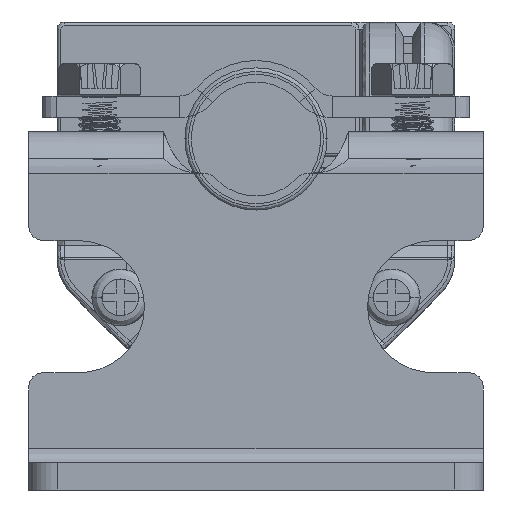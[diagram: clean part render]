
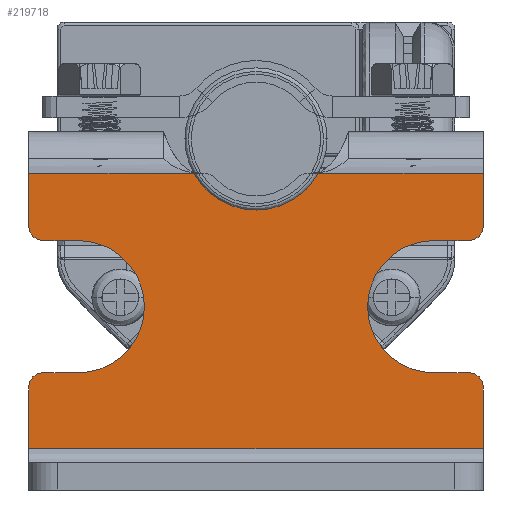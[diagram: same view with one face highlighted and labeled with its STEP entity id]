
A CAD part, front view. The second image highlights one B-rep face of the part: STEP entity #219718.
In plain terms, the highlighted planar face has unit normal (0, -1, 0).
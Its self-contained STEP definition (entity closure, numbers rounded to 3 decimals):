
#209176=CARTESIAN_POINT('',(-3.666,-1.9,21.3));
#209177=DIRECTION('',(0.,-1.,0.));
#209178=DIRECTION('',(0.733,0.,0.68));
#209179=AXIS2_PLACEMENT_3D('',#209176,#209177,#209178);
#209181=CARTESIAN_POINT('',(0.,-1.9,24.7));
#209182=DIRECTION('',(0.,1.,0.));
#209183=DIRECTION('',(0.733,0.,-0.68));
#209184=AXIS2_PLACEMENT_3D('',#209181,#209182,#209183);
#209186=CARTESIAN_POINT('',(3.666,-1.9,21.3));
#209187=DIRECTION('',(0.,-1.,0.));
#209188=DIRECTION('',(0.,0.,1.));
#209189=AXIS2_PLACEMENT_3D('',#209186,#209187,#209188);
#209191=DIRECTION('',(-1.,0.,0.));
#209192=VECTOR('',#209191,0.313);
#209193=CARTESIAN_POINT('',(3.979,-1.9,22.3));
#209194=LINE('',#209193,#209192);
#209195=CARTESIAN_POINT('',(15.,-1.9,18.55));
#209196=DIRECTION('',(0.,-1.,0.));
#209197=DIRECTION('',(0.,0.,-1.));
#209198=AXIS2_PLACEMENT_3D('',#209195,#209196,#209197);
#209200=DIRECTION('',(-1.,0.,0.));
#209201=VECTOR('',#209200,2.5);
#209202=CARTESIAN_POINT('',(15.,-1.9,17.55));
#209203=LINE('',#209202,#209201);
#209204=CARTESIAN_POINT('',(12.5,-1.9,12.9));
#209205=DIRECTION('',(0.,-1.,0.));
#209206=DIRECTION('',(0.,0.,1.));
#209207=AXIS2_PLACEMENT_3D('',#209204,#209205,#209206);
#209209=DIRECTION('',(-1.,0.,0.));
#209210=VECTOR('',#209209,2.5);
#209211=CARTESIAN_POINT('',(15.,-1.9,8.25));
#209212=LINE('',#209211,#209210);
#209213=CARTESIAN_POINT('',(15.,-1.9,7.25));
#209214=DIRECTION('',(0.,-1.,0.));
#209215=DIRECTION('',(1.,0.,0.));
#209216=AXIS2_PLACEMENT_3D('',#209213,#209214,#209215);
#209218=DIRECTION('',(1.,0.,0.));
#209219=VECTOR('',#209218,32.);
#209220=CARTESIAN_POINT('',(-16.,-1.9,2.9));
#209221=LINE('',#209220,#209219);
#209222=CARTESIAN_POINT('',(-15.,-1.9,7.25));
#209223=DIRECTION('',(0.,-1.,0.));
#209224=DIRECTION('',(0.,0.,1.));
#209225=AXIS2_PLACEMENT_3D('',#209222,#209223,#209224);
#209227=DIRECTION('',(1.,0.,0.));
#209228=VECTOR('',#209227,2.5);
#209229=CARTESIAN_POINT('',(-15.,-1.9,8.25));
#209230=LINE('',#209229,#209228);
#209231=CARTESIAN_POINT('',(-12.5,-1.9,12.9));
#209232=DIRECTION('',(0.,-1.,0.));
#209233=DIRECTION('',(0.,0.,-1.));
#209234=AXIS2_PLACEMENT_3D('',#209231,#209232,#209233);
#209236=DIRECTION('',(1.,0.,0.));
#209237=VECTOR('',#209236,2.5);
#209238=CARTESIAN_POINT('',(-15.,-1.9,17.55));
#209239=LINE('',#209238,#209237);
#209240=CARTESIAN_POINT('',(-15.,-1.9,18.55));
#209241=DIRECTION('',(0.,-1.,0.));
#209242=DIRECTION('',(-1.,0.,0.));
#209243=AXIS2_PLACEMENT_3D('',#209240,#209241,#209242);
#209245=DIRECTION('',(-1.,0.,0.));
#209246=VECTOR('',#209245,0.313);
#209247=CARTESIAN_POINT('',(-3.666,-1.9,22.3));
#209248=LINE('',#209247,#209246);
#209504=CARTESIAN_POINT('',(-3.979,-1.9,22.3));
#209506=DIRECTION('',(1.,0.,0.));
#209507=VECTOR('',#209506,12.021);
#209508=CARTESIAN_POINT('',(-16.,-1.9,22.3));
#209509=LINE('',#209508,#209507);
#210006=CARTESIAN_POINT('',(3.979,-1.9,22.3));
#210030=DIRECTION('',(1.,0.,0.));
#210031=VECTOR('',#210030,12.021);
#210032=CARTESIAN_POINT('',(3.979,-1.9,22.3));
#210033=LINE('',#210032,#210031);
#210054=DIRECTION('',(0.,0.,1.));
#210055=VECTOR('',#210054,3.75);
#210056=CARTESIAN_POINT('',(16.,-1.9,18.55));
#210057=LINE('',#210056,#210055);
#210090=DIRECTION('',(0.,0.,1.));
#210091=VECTOR('',#210090,4.35);
#210092=CARTESIAN_POINT('',(16.,-1.9,2.9));
#210093=LINE('',#210092,#210091);
#216131=DIRECTION('',(0.,0.,1.));
#216132=VECTOR('',#216131,3.75);
#216133=CARTESIAN_POINT('',(-16.,-1.9,18.55));
#216134=LINE('',#216133,#216132);
#216155=DIRECTION('',(0.,0.,1.));
#216156=VECTOR('',#216155,4.35);
#216157=CARTESIAN_POINT('',(-16.,-1.9,2.9));
#216158=LINE('',#216157,#216156);
#218704=CARTESIAN_POINT('',(12.5,-1.9,17.55));
#218705=CARTESIAN_POINT('',(12.5,-1.9,8.25));
#218706=VERTEX_POINT('',#218704);
#218707=VERTEX_POINT('',#218705);
#218708=CARTESIAN_POINT('',(-12.5,-1.9,8.25));
#218709=CARTESIAN_POINT('',(-12.5,-1.9,17.55));
#218710=VERTEX_POINT('',#218708);
#218711=VERTEX_POINT('',#218709);
#218736=CARTESIAN_POINT('',(16.,-1.9,7.25));
#218737=VERTEX_POINT('',#218736);
#218738=CARTESIAN_POINT('',(15.,-1.9,8.25));
#218739=VERTEX_POINT('',#218738);
#218744=CARTESIAN_POINT('',(15.,-1.9,17.55));
#218745=VERTEX_POINT('',#218744);
#218746=CARTESIAN_POINT('',(16.,-1.9,18.55));
#218747=VERTEX_POINT('',#218746);
#218752=CARTESIAN_POINT('',(-16.,-1.9,18.55));
#218753=VERTEX_POINT('',#218752);
#218754=CARTESIAN_POINT('',(-15.,-1.9,17.55));
#218755=VERTEX_POINT('',#218754);
#218760=CARTESIAN_POINT('',(-15.,-1.9,8.25));
#218761=VERTEX_POINT('',#218760);
#218762=CARTESIAN_POINT('',(-16.,-1.9,7.25));
#218763=VERTEX_POINT('',#218762);
#218772=CARTESIAN_POINT('',(-16.,-1.9,2.9));
#218773=VERTEX_POINT('',#218772);
#218774=CARTESIAN_POINT('',(-16.,-1.9,22.3));
#218775=VERTEX_POINT('',#218774);
#218776=CARTESIAN_POINT('',(16.,-1.9,2.9));
#218777=VERTEX_POINT('',#218776);
#218778=CARTESIAN_POINT('',(16.,-1.9,22.3));
#218779=VERTEX_POINT('',#218778);
#218870=VERTEX_POINT('',#209504);
#218871=VERTEX_POINT('',#210006);
#218880=CARTESIAN_POINT('',(-2.933,-1.9,21.98));
#218881=VERTEX_POINT('',#218880);
#218882=CARTESIAN_POINT('',(-3.666,-1.9,22.3));
#218883=VERTEX_POINT('',#218882);
#218888=CARTESIAN_POINT('',(3.666,-1.9,22.3));
#218889=VERTEX_POINT('',#218888);
#218890=CARTESIAN_POINT('',(2.933,-1.9,21.98));
#218891=VERTEX_POINT('',#218890);
#219668=CARTESIAN_POINT('',(-16.,-1.9,2.9));
#219669=DIRECTION('',(0.,1.,0.));
#219670=DIRECTION('',(0.,0.,1.));
#219671=AXIS2_PLACEMENT_3D('',#219668,#219669,#219670);
#219672=PLANE('',#219671);
#219674=ORIENTED_EDGE('',*,*,#219673,.F.);
#219676=ORIENTED_EDGE('',*,*,#219675,.F.);
#219678=ORIENTED_EDGE('',*,*,#219677,.F.);
#219680=ORIENTED_EDGE('',*,*,#219679,.F.);
#219682=ORIENTED_EDGE('',*,*,#219681,.T.);
#219684=ORIENTED_EDGE('',*,*,#219683,.F.);
#219686=ORIENTED_EDGE('',*,*,#219685,.F.);
#219688=ORIENTED_EDGE('',*,*,#219687,.T.);
#219690=ORIENTED_EDGE('',*,*,#219689,.T.);
#219692=ORIENTED_EDGE('',*,*,#219691,.F.);
#219694=ORIENTED_EDGE('',*,*,#219693,.F.);
#219696=ORIENTED_EDGE('',*,*,#219695,.F.);
#219697=ORIENTED_EDGE('',*,*,#219661,.F.);
#219699=ORIENTED_EDGE('',*,*,#219698,.T.);
#219701=ORIENTED_EDGE('',*,*,#219700,.F.);
#219703=ORIENTED_EDGE('',*,*,#219702,.T.);
#219705=ORIENTED_EDGE('',*,*,#219704,.T.);
#219707=ORIENTED_EDGE('',*,*,#219706,.F.);
#219709=ORIENTED_EDGE('',*,*,#219708,.F.);
#219711=ORIENTED_EDGE('',*,*,#219710,.T.);
#219713=ORIENTED_EDGE('',*,*,#219712,.T.);
#219715=ORIENTED_EDGE('',*,*,#219714,.F.);
#219716=EDGE_LOOP('',(#219674,#219676,#219678,#219680,#219682,#219684,#219686,
#219688,#219690,#219692,#219694,#219696,#219697,#219699,#219701,#219703,#219705,
#219707,#219709,#219711,#219713,#219715));
#219717=FACE_OUTER_BOUND('',#219716,.F.);
#219718=ADVANCED_FACE('',(#219717),#219672,.F.);
#209180=CIRCLE('',#209179,1.);
#209185=CIRCLE('',#209184,4.);
#209190=CIRCLE('',#209189,1.);
#209199=CIRCLE('',#209198,1.);
#209208=CIRCLE('',#209207,4.65);
#209217=CIRCLE('',#209216,1.);
#209226=CIRCLE('',#209225,1.);
#209235=CIRCLE('',#209234,4.65);
#209244=CIRCLE('',#209243,1.);
#219661=EDGE_CURVE('',#218773,#218777,#209221,.T.);
#219673=EDGE_CURVE('',#218881,#218883,#209180,.T.);
#219675=EDGE_CURVE('',#218891,#218881,#209185,.T.);
#219677=EDGE_CURVE('',#218889,#218891,#209190,.T.);
#219679=EDGE_CURVE('',#218871,#218889,#209194,.T.);
#219681=EDGE_CURVE('',#218871,#218779,#210033,.T.);
#219683=EDGE_CURVE('',#218747,#218779,#210057,.T.);
#219685=EDGE_CURVE('',#218745,#218747,#209199,.T.);
#219687=EDGE_CURVE('',#218745,#218706,#209203,.T.);
#219689=EDGE_CURVE('',#218706,#218707,#209208,.T.);
#219691=EDGE_CURVE('',#218739,#218707,#209212,.T.);
#219693=EDGE_CURVE('',#218737,#218739,#209217,.T.);
#219695=EDGE_CURVE('',#218777,#218737,#210093,.T.);
#219698=EDGE_CURVE('',#218773,#218763,#216158,.T.);
#219700=EDGE_CURVE('',#218761,#218763,#209226,.T.);
#219702=EDGE_CURVE('',#218761,#218710,#209230,.T.);
#219704=EDGE_CURVE('',#218710,#218711,#209235,.T.);
#219706=EDGE_CURVE('',#218755,#218711,#209239,.T.);
#219708=EDGE_CURVE('',#218753,#218755,#209244,.T.);
#219710=EDGE_CURVE('',#218753,#218775,#216134,.T.);
#219712=EDGE_CURVE('',#218775,#218870,#209509,.T.);
#219714=EDGE_CURVE('',#218883,#218870,#209248,.T.);
